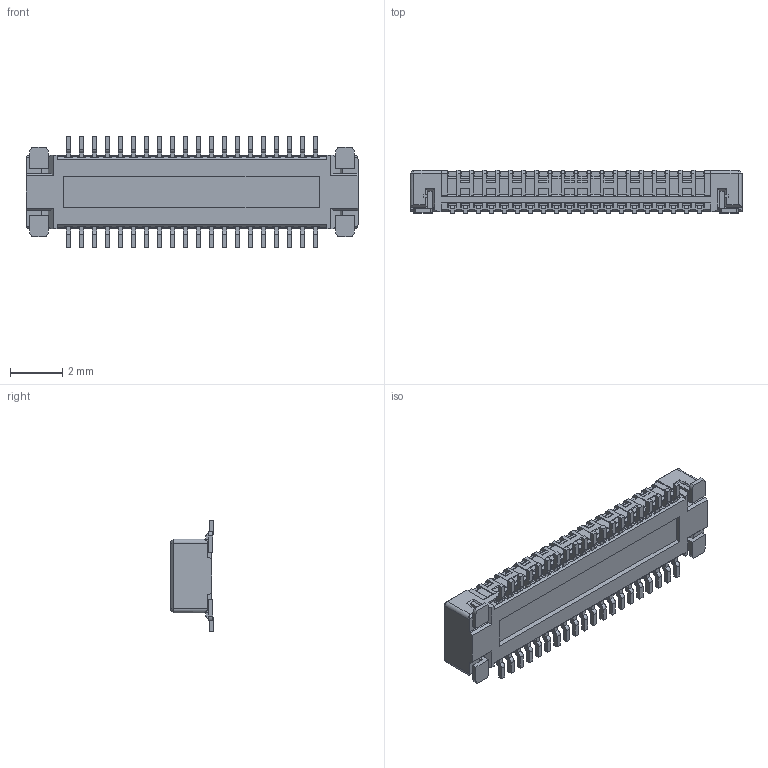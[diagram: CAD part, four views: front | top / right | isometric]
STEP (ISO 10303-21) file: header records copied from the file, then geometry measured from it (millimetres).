
FILE_DESCRIPTION((''),'2;1');
FILE_NAME('556500488','2019-02-20T',('gga'),(''),'PRO/ENGINEER BY PARAMETRIC TECHNOLOGY CORPORATION, 2016010','PRO/ENGINEER BY PARAMETRIC TECHNOLOGY CORPORATION, 2016010','');
FILE_SCHEMA(('CONFIG_CONTROL_DESIGN'));
Length unit declared in the file: millimetre
Products named in the file (1): 556500488
Bounding box: 12.75 x 1.65 x 4.3 mm (x, y, z)
Volume: 30.9 mm3; surface area: 245 mm2
Topology: 1 solids, 1 shells, 1699 faces, 5324 edges, 3468 vertices
Faces by surface type: plane 1555, cylinder 136, cone 8
Entity records: 58065 total; most frequent: ORIENTED_EDGE 10592, CARTESIAN_POINT 10478, DIRECTION 9004, EDGE_CURVE 5296, VECTOR 5036, LINE 5036, VERTEX_POINT 3440, AXIS2_PLACEMENT_3D 1984
